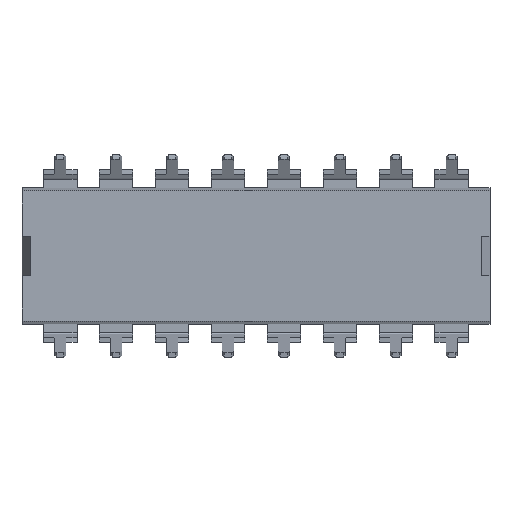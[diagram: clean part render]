
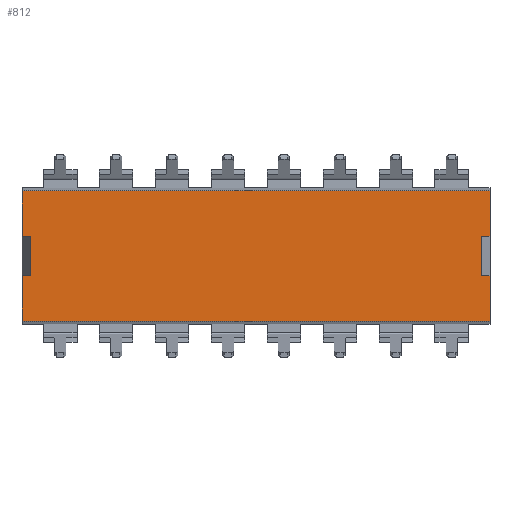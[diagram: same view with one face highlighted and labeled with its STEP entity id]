
A CAD part, front view. The second image highlights one B-rep face of the part: STEP entity #812.
In plain terms, the highlighted planar face has unit normal (0, -1, 0).
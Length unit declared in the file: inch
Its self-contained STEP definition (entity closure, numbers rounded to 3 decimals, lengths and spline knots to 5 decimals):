
#812 = ADVANCED_FACE( '', ( #1695 ), #1696, .F. );
#1695 = FACE_OUTER_BOUND( '', #2695, .T. );
#1696 = PLANE( '', #2696 );
#2695 = EDGE_LOOP( '', ( #4739, #4740, #4741, #4742, #4743, #4744, #4745, #4746, #4747, #4748, #4749, #4750 ) );
#2696 = AXIS2_PLACEMENT_3D( '', #4751, #4752, #4753 );
#4739 = ORIENTED_EDGE( '', *, *, #6839, .T. );
#4740 = ORIENTED_EDGE( '', *, *, #7197, .T. );
#4741 = ORIENTED_EDGE( '', *, *, #7198, .T. );
#4742 = ORIENTED_EDGE( '', *, *, #7199, .F. );
#4743 = ORIENTED_EDGE( '', *, *, #6851, .T. );
#4744 = ORIENTED_EDGE( '', *, *, #7019, .F. );
#4745 = ORIENTED_EDGE( '', *, *, #7200, .F. );
#4746 = ORIENTED_EDGE( '', *, *, #6996, .F. );
#4747 = ORIENTED_EDGE( '', *, *, #6894, .F. );
#4748 = ORIENTED_EDGE( '', *, *, #7105, .T. );
#4749 = ORIENTED_EDGE( '', *, *, #7201, .F. );
#4750 = ORIENTED_EDGE( '', *, *, #7202, .T. );
#4751 = CARTESIAN_POINT( '', ( 0.4185, 0., 0.11636 ) );
#4752 = DIRECTION( '', ( 0., 1., 0. ) );
#4753 = DIRECTION( '', ( 0., 0., 1. ) );
#6839 = EDGE_CURVE( '', #8442, #8440, #8443, .T. );
#6851 = EDGE_CURVE( '', #8466, #8464, #8467, .T. );
#6894 = EDGE_CURVE( '', #8536, #8532, #8538, .T. );
#6996 = EDGE_CURVE( '', #8532, #8697, #8698, .T. );
#7019 = EDGE_CURVE( '', #8733, #8464, #8735, .T. );
#7105 = EDGE_CURVE( '', #8536, #8862, #8864, .T. );
#7197 = EDGE_CURVE( '', #8440, #8983, #8984, .T. );
#7198 = EDGE_CURVE( '', #8983, #8985, #8986, .T. );
#7199 = EDGE_CURVE( '', #8466, #8985, #8987, .T. );
#7200 = EDGE_CURVE( '', #8697, #8733, #8988, .T. );
#7201 = EDGE_CURVE( '', #8989, #8862, #8990, .T. );
#7202 = EDGE_CURVE( '', #8989, #8442, #8991, .T. );
#8440 = VERTEX_POINT( '', #10696 );
#8442 = VERTEX_POINT( '', #10699 );
#8443 = LINE( '', #10700, #10701 );
#8464 = VERTEX_POINT( '', #10732 );
#8466 = VERTEX_POINT( '', #10735 );
#8467 = LINE( '', #10736, #10737 );
#8532 = VERTEX_POINT( '', #10829 );
#8536 = VERTEX_POINT( '', #10835 );
#8538 = LINE( '', #10838, #10839 );
#8697 = VERTEX_POINT( '', #11070 );
#8698 = LINE( '', #11071, #11072 );
#8733 = VERTEX_POINT( '', #11124 );
#8735 = LINE( '', #11127, #11128 );
#8862 = VERTEX_POINT( '', #11310 );
#8864 = LINE( '', #11313, #11314 );
#8983 = VERTEX_POINT( '', #11495 );
#8984 = LINE( '', #11496, #11497 );
#8985 = VERTEX_POINT( '', #11498 );
#8986 = LINE( '', #11499, #11500 );
#8987 = LINE( '', #11501, #11502 );
#8988 = LINE( '', #11503, #11504 );
#8989 = VERTEX_POINT( '', #11505 );
#8990 = LINE( '', #11506, #11507 );
#8991 = LINE( '', #11508, #11509 );
#10696 = CARTESIAN_POINT( '', ( -0.4185, 0., 0.0355 ) );
#10699 = CARTESIAN_POINT( '', ( -0.4185, 0., 0.11636 ) );
#10700 = CARTESIAN_POINT( '', ( -0.4185, 0., 0.11636 ) );
#10701 = VECTOR( '', #12710, 39.37008 );
#10732 = CARTESIAN_POINT( '', ( -0.4185, 0., -0.11636 ) );
#10735 = CARTESIAN_POINT( '', ( -0.4185, 0., -0.0355 ) );
#10736 = CARTESIAN_POINT( '', ( -0.4185, 0., 0.11636 ) );
#10737 = VECTOR( '', #12722, 39.37008 );
#10829 = CARTESIAN_POINT( '', ( 0.4025, 0., -0.0355 ) );
#10835 = CARTESIAN_POINT( '', ( 0.4025, 0., 0.0355 ) );
#10838 = CARTESIAN_POINT( '', ( 0.4025, 0., 0.0355 ) );
#10839 = VECTOR( '', #12762, 39.37008 );
#11070 = CARTESIAN_POINT( '', ( 0.4185, 0., -0.0355 ) );
#11071 = CARTESIAN_POINT( '', ( 0.4185, 0., -0.0355 ) );
#11072 = VECTOR( '', #12856, 39.37008 );
#11124 = CARTESIAN_POINT( '', ( 0.4185, 0., -0.11636 ) );
#11127 = CARTESIAN_POINT( '', ( 0.4185, 0., -0.11636 ) );
#11128 = VECTOR( '', #12875, 39.37008 );
#11310 = CARTESIAN_POINT( '', ( 0.4185, 0., 0.0355 ) );
#11313 = CARTESIAN_POINT( '', ( 0.4185, 0., 0.0355 ) );
#11314 = VECTOR( '', #12953, 39.37008 );
#11495 = CARTESIAN_POINT( '', ( -0.4025, 0., 0.0355 ) );
#11496 = CARTESIAN_POINT( '', ( 0.4185, 0., 0.0355 ) );
#11497 = VECTOR( '', #13031, 39.37008 );
#11498 = CARTESIAN_POINT( '', ( -0.4025, 0., -0.0355 ) );
#11499 = CARTESIAN_POINT( '', ( -0.4025, 0., 0.0355 ) );
#11500 = VECTOR( '', #13032, 39.37008 );
#11501 = CARTESIAN_POINT( '', ( 0.4185, 0., -0.0355 ) );
#11502 = VECTOR( '', #13033, 39.37008 );
#11503 = CARTESIAN_POINT( '', ( 0.4185, 0., 0.11636 ) );
#11504 = VECTOR( '', #13034, 39.37008 );
#11505 = CARTESIAN_POINT( '', ( 0.4185, 0., 0.11636 ) );
#11506 = CARTESIAN_POINT( '', ( 0.4185, 0., 0.11636 ) );
#11507 = VECTOR( '', #13035, 39.37008 );
#11508 = CARTESIAN_POINT( '', ( 0.4185, 0., 0.11636 ) );
#11509 = VECTOR( '', #13036, 39.37008 );
#12710 = DIRECTION( '', ( 0., 0., -1. ) );
#12722 = DIRECTION( '', ( 0., 0., -1. ) );
#12762 = DIRECTION( '', ( 0., 0., -1. ) );
#12856 = DIRECTION( '', ( 1., 0., 0. ) );
#12875 = DIRECTION( '', ( -1., 0., 0. ) );
#12953 = DIRECTION( '', ( 1., 0., 0. ) );
#13031 = DIRECTION( '', ( 1., 0., 0. ) );
#13032 = DIRECTION( '', ( 0., 0., -1. ) );
#13033 = DIRECTION( '', ( 1., 0., 0. ) );
#13034 = DIRECTION( '', ( 0., 0., -1. ) );
#13035 = DIRECTION( '', ( 0., 0., -1. ) );
#13036 = DIRECTION( '', ( -1., 0., 0. ) );
